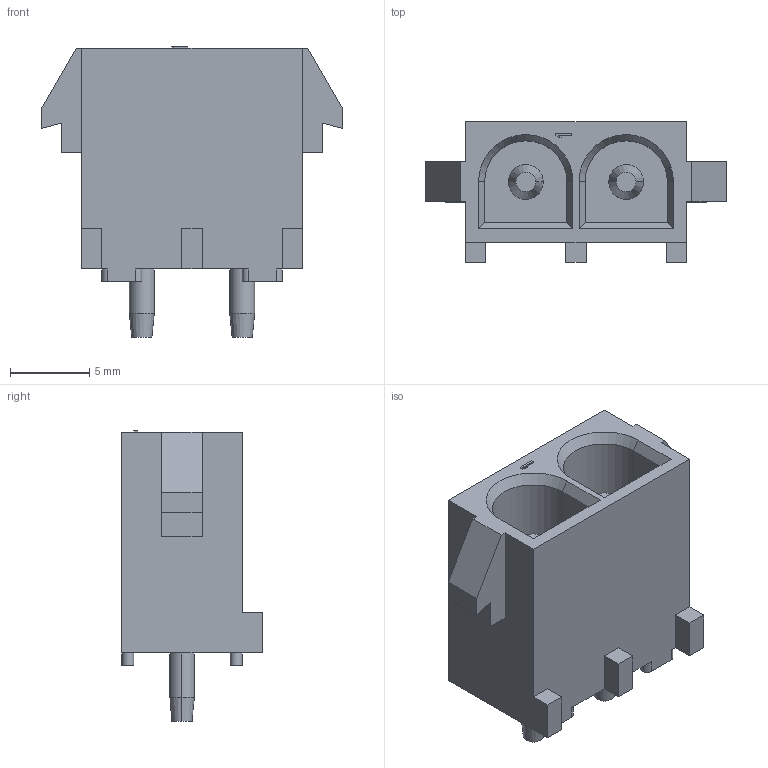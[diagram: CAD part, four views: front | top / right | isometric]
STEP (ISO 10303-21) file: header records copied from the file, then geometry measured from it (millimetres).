
FILE_DESCRIPTION((''),'2;1');
FILE_NAME('TYCO_350786-1.stp','2008-06-04T17:25:55',(''),(''),'Mechanical Desktop 2008','Mechanical Desktop 2008',', , ');
FILE_SCHEMA(('AUTOMOTIVE_DESIGN { 1 2 10303 214 1 1 1 1 }'));
Length unit declared in the file: millimetre
Products named in the file (2): ProductA; Product
Bounding box: 19.05 x 8.89 x 18.38 mm (x, y, z)
Volume: 1104 mm3; surface area: 1451.3 mm2
Topology: 1 solids, 1 shells, 104 faces, 257 edges, 162 vertices
Faces by surface type: plane 64, cylinder 22, cone 10, torus 4, bspline 4
Entity records: 3194 total; most frequent: CARTESIAN_POINT 633, DIRECTION 527, ORIENTED_EDGE 514, EDGE_CURVE 257, VECTOR 191, LINE 191, AXIS2_PLACEMENT_3D 168, VERTEX_POINT 162
